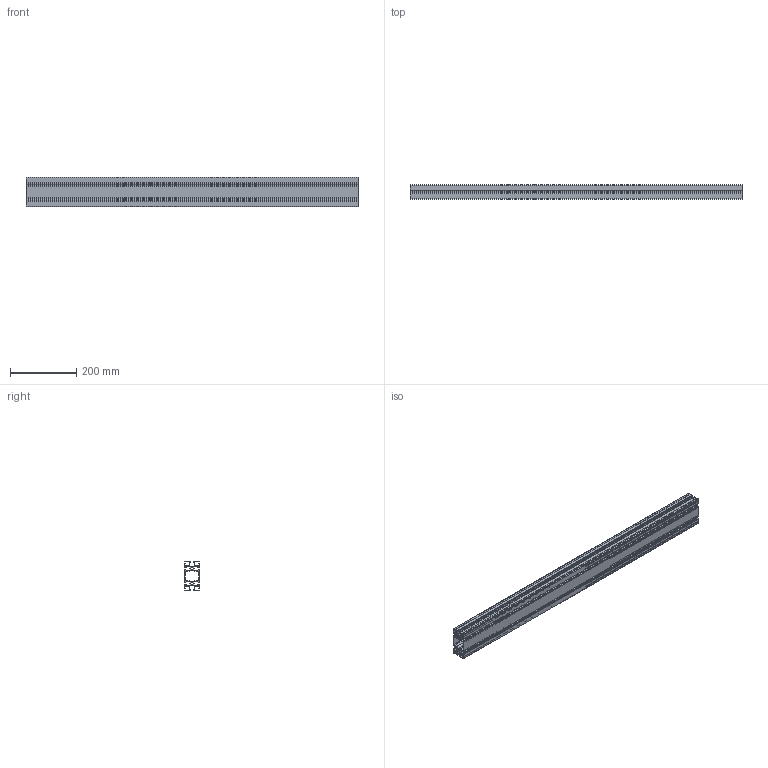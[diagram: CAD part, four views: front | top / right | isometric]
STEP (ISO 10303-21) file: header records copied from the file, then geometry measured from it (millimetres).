
FILE_DESCRIPTION(('STEP AP203'),'1');
FILE_NAME('BASE08N0029.stp','2023-10-23T08:55:10',(' '),(' '),'Spatial InterOp 3D',' ',' ');
FILE_SCHEMA(('CONFIG_CONTROL_DESIGN'));
Length unit declared in the file: millimetre
Products named in the file (1): Profilé 8 90x45 léger
Bounding box: 1000 x 45 x 90 mm (x, y, z)
Volume: 923977.7 mm3; surface area: 912815.7 mm2
Topology: 1 solids, 1 shells, 324 faces, 968 edges, 646 vertices
Faces by surface type: cylinder 182, plane 142
Full cylindrical faces by diameter (mm): 6.78 x2
Entity records: 11154 total; most frequent: DIRECTION 1978, CARTESIAN_POINT 1933, ORIENTED_EDGE 1928, EDGE_CURVE 964, AXIS2_PLACEMENT_3D 689, VERTEX_POINT 644, LINE 600, VECTOR 600
